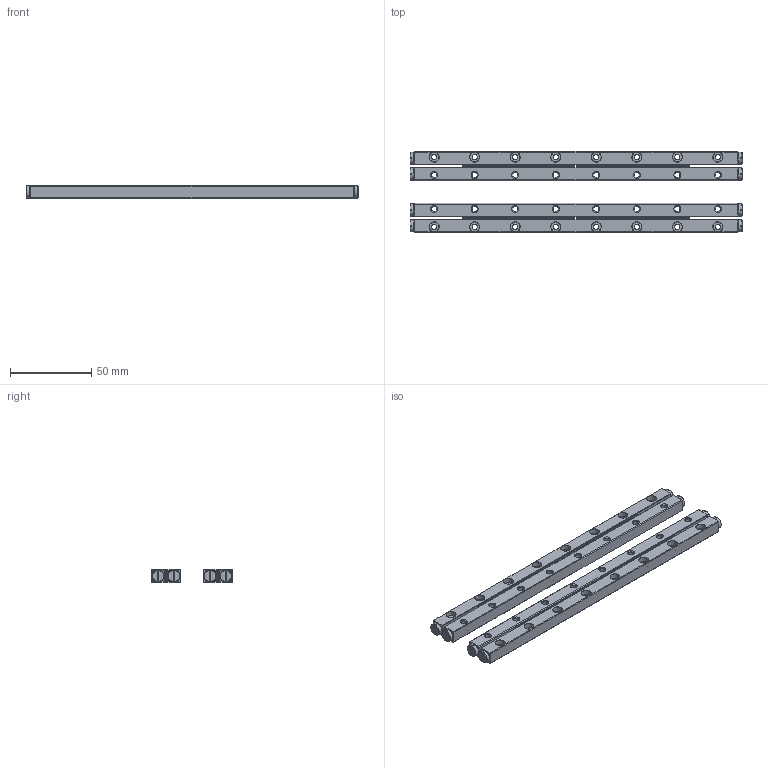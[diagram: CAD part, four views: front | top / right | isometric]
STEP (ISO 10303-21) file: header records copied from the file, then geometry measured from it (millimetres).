
FILE_DESCRIPTION(/* description */ (''),/* implementation_level */ '2;1');
FILE_NAME(/* name */ 'Set RSD-3200x28AA.stp',/* time_stamp */ '2018-12-06T17:49:19+01:00',/* author */ (''),/* organization */ (''),/* preprocessor_version */ 'ST-DEVELOPER v16.7',/* originating_system */ 'SIEMENS PLM Software NX 12.0',/* authorisation */ '');
FILE_SCHEMA (('AUTOMOTIVE_DESIGN { 1 0 10303 214 3 1 1 1 }'));
Length unit declared in the file: millimetre
Products named in the file (6): 019787_A_6-Roller Ø3x2.8; 022318_A_6-Body Cage R3x28AA; 003461_E_1-RSD-3200; 011450_A_2-Endscrew GA 3; 024146_A_5-Roller Cage R3x28AA Assy; 041802_A_1-Set RSD-3200x28AA
Assembly tree (43 placements, depth 3):
  041802_A_1-Set RSD-3200x28AA
    024146_A_5-Roller Cage R3x28AA Assy  x2
      022318_A_6-Body Cage R3x28AA
      019787_A_6-Roller Ø3x2.8
    011450_A_2-Endscrew GA 3  x8
    003461_E_1-RSD-3200  x4
Bounding box: 204.8 x 50 x 8 mm (x, y, z)
Volume: 48707 mm3; surface area: 37790.5 mm2
Topology: 70 solids, 70 shells, 2372 faces, 6120 edges, 3896 vertices
Faces by surface type: plane 1208, cylinder 940, cone 224
Full cylindrical faces by diameter (mm): 2.6 x8, 3 x64, 3.2 x8, 3.3 x32, 6 x32, 7.5 x8
Entity records: 29572 total; most frequent: DIRECTION 5292, CARTESIAN_POINT 5059, ORIENTED_EDGE 4944, EDGE_CURVE 2472, AXIS2_PLACEMENT_3D 1841, LINE 1610, VECTOR 1610, VERTEX_POINT 1592
